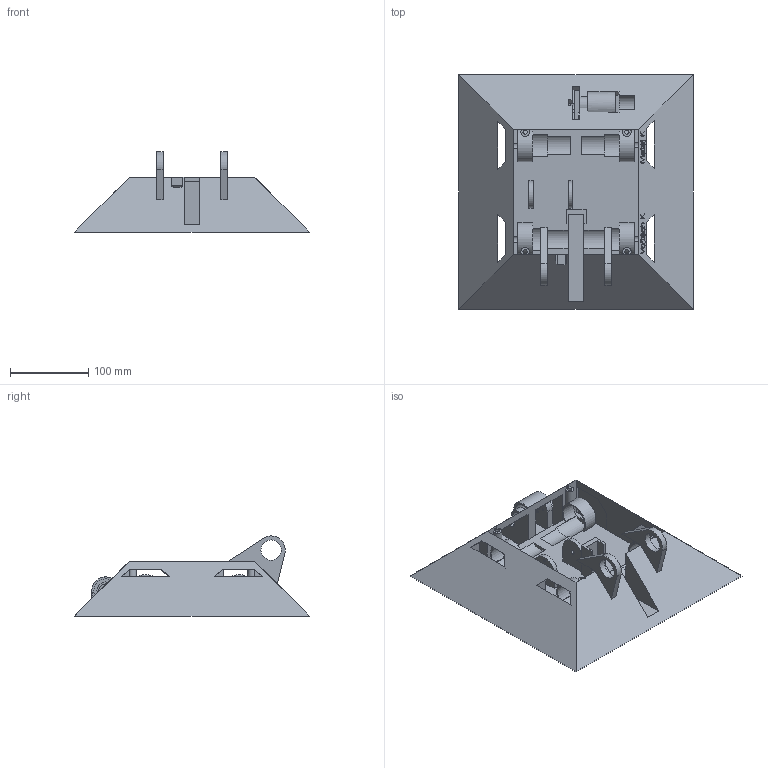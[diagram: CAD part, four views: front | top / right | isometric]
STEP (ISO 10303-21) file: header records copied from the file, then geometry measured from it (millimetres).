
FILE_DESCRIPTION(/* description */ (''),/* implementation_level */ '2;1');
FILE_NAME(/* name */ 'battlebot chassis.step',/* time_stamp */ '2026-02-28T13:28:07+01:00',/* author */ (''),/* organization */ (''),/* preprocessor_version */ 'ST-DEVELOPER v20.1',/* originating_system */ 'Autodesk Translation Framework v14.24.0.0',/* authorisation */ '');
FILE_SCHEMA (('AUTOMOTIVE_DESIGN { 1 0 10303 214 3 1 1 }'));
Length unit declared in the file: millimetre
Products named in the file (1): 2026-02-28-13-28-06-291
Bounding box: 300 x 300 x 102.31 mm (x, y, z)
Volume: 2052885.1 mm3; surface area: 320604.6 mm2
Topology: 3 solids, 3 shells, 513 faces, 1492 edges, 985 vertices
Faces by surface type: plane 307, bspline 142, cylinder 64
Full cylindrical faces by diameter (mm): 3 x8, 5.5 x5, 8 x1, 10 x1, 26 x2
Entity records: 18692 total; most frequent: CARTESIAN_POINT 5871, ORIENTED_EDGE 2984, DIRECTION 2050, EDGE_CURVE 1492, LINE 1078, VECTOR 1078, VERTEX_POINT 985, EDGE_LOOP 589
